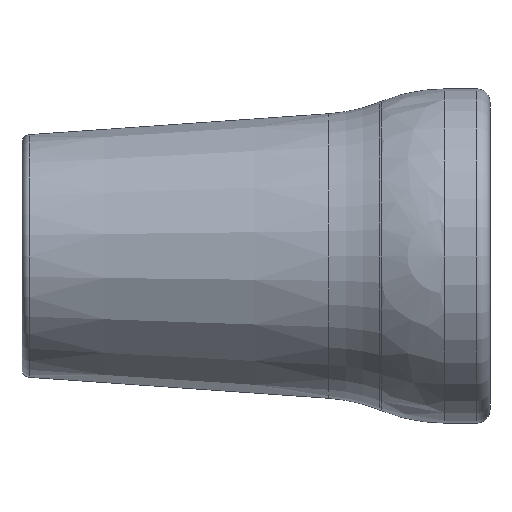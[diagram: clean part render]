
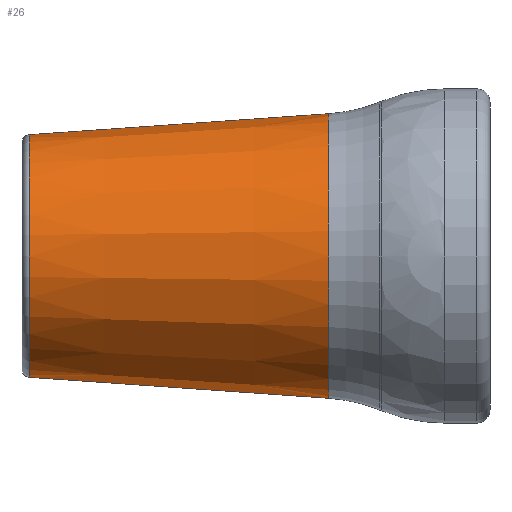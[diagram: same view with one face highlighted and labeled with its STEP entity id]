
A CAD part, front view. The second image highlights one B-rep face of the part: STEP entity #26.
In plain terms, the highlighted conical face has half-angle 4 degrees and reference radius 13.317 mm.
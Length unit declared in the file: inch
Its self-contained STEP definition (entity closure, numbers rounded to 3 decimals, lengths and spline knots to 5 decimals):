
#2 = AXIS2_PLACEMENT_3D ( 'NONE', #3, #4, #5 ) ;
#3 = CARTESIAN_POINT ( 'NONE',  ( -1.69749, 0., 0. ) ) ;
#4 = DIRECTION ( 'NONE',  ( 1., 0., 0. ) ) ;
#5 = DIRECTION ( 'NONE',  ( 0., 0., -1. ) ) ;
#8 = CIRCLE ( 'NONE', #2, 0.44718 ) ;
#15 = CARTESIAN_POINT ( 'NONE',  ( -1.69749, 0., 0.44718 ) ) ;
#20 = EDGE_LOOP ( 'NONE', ( #27, #32, #81, #82 ) ) ;
#21 = VERTEX_POINT ( 'NONE', #296 ) ;
#23 = EDGE_CURVE ( 'NONE', #21, #189, #293, .T. ) ;
#26 = ADVANCED_FACE ( 'NONE', ( #285 ), #283, .T. ) ;
#27 = ORIENTED_EDGE ( 'NONE', *, *, #30, .F. ) ;
#30 = EDGE_CURVE ( 'NONE', #36, #186, #274, .T. ) ;
#32 = ORIENTED_EDGE ( 'NONE', *, *, #33, .T. ) ;
#33 = EDGE_CURVE ( 'NONE', #36, #21, #8, .T. ) ;
#36 = VERTEX_POINT ( 'NONE', #15 ) ;
#81 = ORIENTED_EDGE ( 'NONE', *, *, #23, .T. ) ;
#82 = ORIENTED_EDGE ( 'NONE', *, *, #188, .F. ) ;
#186 = VERTEX_POINT ( 'NONE', #498 ) ;
#188 = EDGE_CURVE ( 'NONE', #186, #189, #561, .T. ) ;
#189 = VERTEX_POINT ( 'NONE', #556 ) ;
#271 = DIRECTION ( 'NONE',  ( 0.998, 0., 0.07 ) ) ;
#272 = VECTOR ( 'NONE', #271, 39.37008 ) ;
#273 = CARTESIAN_POINT ( 'NONE',  ( -0.59476, 0., 0.52429 ) ) ;
#274 = LINE ( 'NONE', #273, #272 ) ;
#279 = DIRECTION ( 'NONE',  ( 0., 0., -1. ) ) ;
#280 = DIRECTION ( 'NONE',  ( 1., 0., 0. ) ) ;
#281 = CARTESIAN_POINT ( 'NONE',  ( -0.59476, 0., 0. ) ) ;
#282 = AXIS2_PLACEMENT_3D ( 'NONE', #281, #280, #279 ) ;
#283 = CONICAL_SURFACE ( 'NONE', #282, 0.52429, 0.07 ) ;
#285 = FACE_OUTER_BOUND ( 'NONE', #20, .T. ) ;
#286 = DIRECTION ( 'NONE',  ( 0.998, 0., -0.07 ) ) ;
#287 = VECTOR ( 'NONE', #286, 39.37008 ) ;
#288 = CARTESIAN_POINT ( 'NONE',  ( -0.59476, 0., -0.52429 ) ) ;
#293 = LINE ( 'NONE', #288, #287 ) ;
#296 = CARTESIAN_POINT ( 'NONE',  ( -1.69749, 0., -0.44718 ) ) ;
#498 = CARTESIAN_POINT ( 'NONE',  ( -0.59476, 0., 0.52429 ) ) ;
#556 = CARTESIAN_POINT ( 'NONE',  ( -0.59476, 0., -0.52429 ) ) ;
#557 = DIRECTION ( 'NONE',  ( 0., 0., -1. ) ) ;
#558 = DIRECTION ( 'NONE',  ( 1., 0., 0. ) ) ;
#559 = CARTESIAN_POINT ( 'NONE',  ( -0.59476, 0., 0. ) ) ;
#560 = AXIS2_PLACEMENT_3D ( 'NONE', #559, #558, #557 ) ;
#561 = CIRCLE ( 'NONE', #560, 0.52429 ) ;
